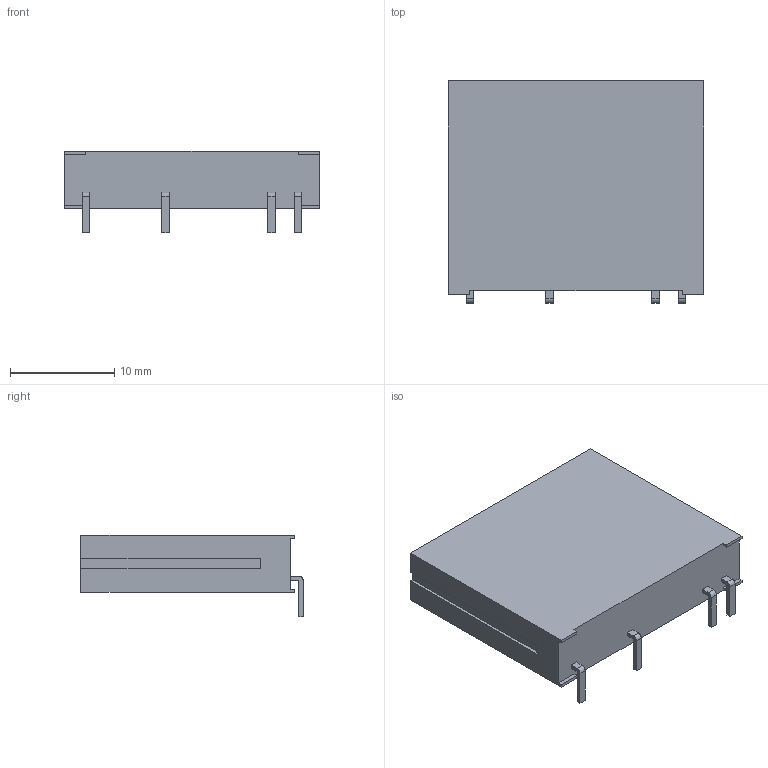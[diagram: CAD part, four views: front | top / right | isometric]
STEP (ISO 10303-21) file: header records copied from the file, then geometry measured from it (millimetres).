
FILE_DESCRIPTION(/* description */ (''),/* implementation_level */ '2;1');
FILE_NAME(/* name */ 'G3MB-202P_bent.step',/* time_stamp */ '2022-09-11T22:44:29+02:00',/* author */ (''),/* organization */ (''),/* preprocessor_version */ 'ST-DEVELOPER v19',/* originating_system */ 'Autodesk Translation Framework v11.7.0.108',/* authorisation */ '');
FILE_SCHEMA (('AUTOMOTIVE_DESIGN { 1 0 10303 214 3 1 1 }'));
Length unit declared in the file: millimetre
Products named in the file (1): G3MB-202P
Bounding box: 24.5 x 21.3 x 7.85 mm (x, y, z)
Volume: 2702.2 mm3; surface area: 1558.8 mm2
Topology: 6 solids, 6 shells, 75 faces, 183 edges, 122 vertices
Faces by surface type: plane 70, cylinder 4, cone 1
Entity records: 2216 total; most frequent: CARTESIAN_POINT 381, ORIENTED_EDGE 366, DIRECTION 345, EDGE_CURVE 183, LINE 173, VECTOR 173, VERTEX_POINT 122, AXIS2_PLACEMENT_3D 86
